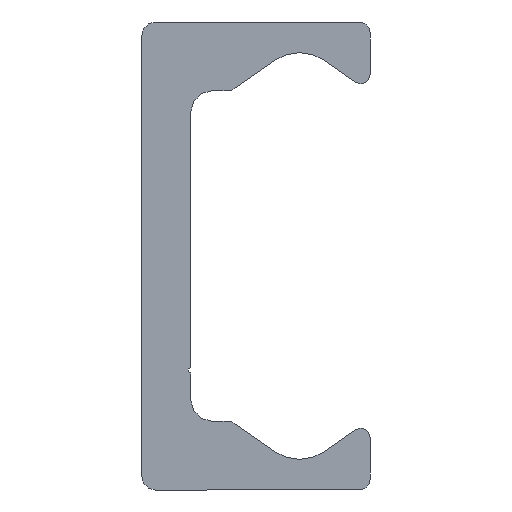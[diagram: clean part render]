
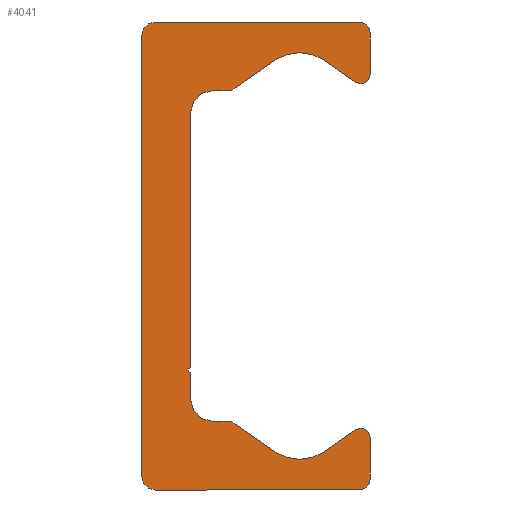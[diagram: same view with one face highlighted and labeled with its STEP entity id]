
A CAD part, left-side view. The second image highlights one B-rep face of the part: STEP entity #4041.
In plain terms, the highlighted planar face has unit normal (-1, 0, 0).
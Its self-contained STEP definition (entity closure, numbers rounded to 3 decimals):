
#2940=CARTESIAN_POINT('',(0.0,9.25,-21.5));
#2941=VERTEX_POINT('',#2940);
#2948=CARTESIAN_POINT('',(0.0,10.5,-20.25));
#2949=VERTEX_POINT('',#2948);
#2950=CARTESIAN_POINT('',(0.0,9.25,-20.25));
#2951=DIRECTION('',(1.0,0.0,0.0));
#2952=DIRECTION('',(0.0,0.0,-1.0));
#2953=AXIS2_PLACEMENT_3D('',#2950,#2951,#2952);
#2954=CIRCLE('',#2953,1.25);
#2955=EDGE_CURVE('',#2941,#2949,#2954,.T.);
#2979=CARTESIAN_POINT('',(0.0,-9.5,-21.5));
#2980=VERTEX_POINT('',#2979);
#2987=CARTESIAN_POINT('',(0.0,-9.5,-21.5));
#2988=DIRECTION('',(0.0,1.0,0.0));
#2989=VECTOR('',#2988,18.75);
#2990=LINE('',#2987,#2989);
#2991=EDGE_CURVE('',#2980,#2941,#2990,.T.);
#3011=CARTESIAN_POINT('',(0.0,-10.5,-20.5));
#3012=VERTEX_POINT('',#3011);
#3019=CARTESIAN_POINT('',(0.0,-9.5,-20.5));
#3020=DIRECTION('',(1.0,0.0,0.0));
#3021=DIRECTION('',(0.0,-1.0,0.0));
#3022=AXIS2_PLACEMENT_3D('',#3019,#3020,#3021);
#3023=CIRCLE('',#3022,1.0);
#3024=EDGE_CURVE('',#3012,#2980,#3023,.T.);
#3043=CARTESIAN_POINT('',(0.0,-10.5,-16.65));
#3044=VERTEX_POINT('',#3043);
#3051=CARTESIAN_POINT('',(0.0,-10.5,-16.65));
#3052=DIRECTION('',(0.0,0.0,-1.0));
#3053=VECTOR('',#3052,3.85);
#3054=LINE('',#3051,#3053);
#3055=EDGE_CURVE('',#3044,#3012,#3054,.T.);
#3075=CARTESIAN_POINT('',(0.0,-9.162,-15.954));
#3076=VERTEX_POINT('',#3075);
#3083=CARTESIAN_POINT('',(0.0,-9.65,-16.65));
#3084=DIRECTION('',(1.0,0.0,0.0));
#3085=DIRECTION('',(0.0,0.574,0.819));
#3086=AXIS2_PLACEMENT_3D('',#3083,#3084,#3085);
#3087=CIRCLE('',#3086,0.85);
#3088=EDGE_CURVE('',#3076,#3044,#3087,.T.);
#3107=CARTESIAN_POINT('',(0.0,-6.294,-17.962));
#3108=VERTEX_POINT('',#3107);
#3115=CARTESIAN_POINT('',(0.0,-6.294,-17.962));
#3116=DIRECTION('',(0.0,-0.819,0.574));
#3117=VECTOR('',#3116,3.501);
#3118=LINE('',#3115,#3117);
#3119=EDGE_CURVE('',#3108,#3076,#3118,.T.);
#3139=CARTESIAN_POINT('',(0.0,-1.706,-17.962));
#3140=VERTEX_POINT('',#3139);
#3147=CARTESIAN_POINT('',(0.0,-4.,-14.685));
#3148=DIRECTION('',(-1.0,0.0,0.0));
#3149=DIRECTION('',(0.0,0.574,0.819));
#3150=AXIS2_PLACEMENT_3D('',#3147,#3148,#3149);
#3151=CIRCLE('',#3150,4.0);
#3152=EDGE_CURVE('',#3140,#3108,#3151,.T.);
#3171=CARTESIAN_POINT('',(0.0,1.981,-15.381));
#3172=VERTEX_POINT('',#3171);
#3179=CARTESIAN_POINT('',(0.0,1.981,-15.381));
#3180=DIRECTION('',(0.0,-0.819,-0.574));
#3181=VECTOR('',#3180,4.5);
#3182=LINE('',#3179,#3181);
#3183=EDGE_CURVE('',#3172,#3140,#3182,.T.);
#3203=CARTESIAN_POINT('',(0.0,2.554,-15.2));
#3204=VERTEX_POINT('',#3203);
#3211=CARTESIAN_POINT('',(0.0,2.554,-16.2));
#3212=DIRECTION('',(1.0,0.0,0.0));
#3213=DIRECTION('',(0.0,0.0,1.0));
#3214=AXIS2_PLACEMENT_3D('',#3211,#3212,#3213);
#3215=CIRCLE('',#3214,1.);
#3216=EDGE_CURVE('',#3204,#3172,#3215,.T.);
#3235=CARTESIAN_POINT('',(0.0,4.0,-15.2));
#3236=VERTEX_POINT('',#3235);
#3243=CARTESIAN_POINT('',(0.0,4.0,-15.2));
#3244=DIRECTION('',(0.0,-1.0,0.0));
#3245=VECTOR('',#3244,1.446);
#3246=LINE('',#3243,#3245);
#3247=EDGE_CURVE('',#3236,#3204,#3246,.T.);
#3267=CARTESIAN_POINT('',(0.0,6.,-13.2));
#3268=VERTEX_POINT('',#3267);
#3275=CARTESIAN_POINT('',(0.0,4.,-13.2));
#3276=DIRECTION('',(-1.0,0.0,0.0));
#3277=DIRECTION('',(0.0,0.0,1.0));
#3278=AXIS2_PLACEMENT_3D('',#3275,#3276,#3277);
#3279=CIRCLE('',#3278,2.0);
#3280=EDGE_CURVE('',#3268,#3236,#3279,.T.);
#3299=CARTESIAN_POINT('',(0.0,6.,-10.75));
#3300=VERTEX_POINT('',#3299);
#3307=CARTESIAN_POINT('',(0.0,6.,-10.75));
#3308=DIRECTION('',(0.0,0.0,-1.0));
#3309=VECTOR('',#3308,2.45);
#3310=LINE('',#3307,#3309);
#3311=EDGE_CURVE('',#3300,#3268,#3310,.T.);
#3331=CARTESIAN_POINT('',(0.0,6.,-10.25));
#3332=VERTEX_POINT('',#3331);
#3339=CARTESIAN_POINT('',(0.0,6.,-10.5));
#3340=DIRECTION('',(-1.0,0.0,0.0));
#3341=DIRECTION('',(0.0,0.0,1.0));
#3342=AXIS2_PLACEMENT_3D('',#3339,#3340,#3341);
#3343=CIRCLE('',#3342,0.25);
#3344=EDGE_CURVE('',#3332,#3300,#3343,.T.);
#3363=CARTESIAN_POINT('',(0.0,6.,13.2));
#3364=VERTEX_POINT('',#3363);
#3371=CARTESIAN_POINT('',(0.0,6.,13.2));
#3372=DIRECTION('',(0.0,0.0,-1.0));
#3373=VECTOR('',#3372,23.45);
#3374=LINE('',#3371,#3373);
#3375=EDGE_CURVE('',#3364,#3332,#3374,.T.);
#3521=CARTESIAN_POINT('',(0.0,4.0,15.2));
#3522=VERTEX_POINT('',#3521);
#3529=CARTESIAN_POINT('',(0.0,4.,13.2));
#3530=DIRECTION('',(-1.0,0.0,0.0));
#3531=DIRECTION('',(0.0,-1.0,0.0));
#3532=AXIS2_PLACEMENT_3D('',#3529,#3530,#3531);
#3533=CIRCLE('',#3532,2.0);
#3534=EDGE_CURVE('',#3522,#3364,#3533,.T.);
#3553=CARTESIAN_POINT('',(0.0,2.554,15.2));
#3554=VERTEX_POINT('',#3553);
#3561=CARTESIAN_POINT('',(0.0,2.554,15.2));
#3562=DIRECTION('',(0.0,1.0,0.0));
#3563=VECTOR('',#3562,1.446);
#3564=LINE('',#3561,#3563);
#3565=EDGE_CURVE('',#3554,#3522,#3564,.T.);
#3585=CARTESIAN_POINT('',(0.0,1.981,15.381));
#3586=VERTEX_POINT('',#3585);
#3593=CARTESIAN_POINT('',(0.0,2.554,16.2));
#3594=DIRECTION('',(1.0,0.0,0.0));
#3595=DIRECTION('',(0.0,-0.574,-0.819));
#3596=AXIS2_PLACEMENT_3D('',#3593,#3594,#3595);
#3597=CIRCLE('',#3596,1.);
#3598=EDGE_CURVE('',#3586,#3554,#3597,.T.);
#3617=CARTESIAN_POINT('',(0.0,-1.706,17.962));
#3618=VERTEX_POINT('',#3617);
#3625=CARTESIAN_POINT('',(0.0,-1.706,17.962));
#3626=DIRECTION('',(0.0,0.819,-0.574));
#3627=VECTOR('',#3626,4.5);
#3628=LINE('',#3625,#3627);
#3629=EDGE_CURVE('',#3618,#3586,#3628,.T.);
#3649=CARTESIAN_POINT('',(0.0,-6.294,17.962));
#3650=VERTEX_POINT('',#3649);
#3657=CARTESIAN_POINT('',(0.0,-4.,14.685));
#3658=DIRECTION('',(-1.0,0.0,0.0));
#3659=DIRECTION('',(0.0,-0.574,-0.819));
#3660=AXIS2_PLACEMENT_3D('',#3657,#3658,#3659);
#3661=CIRCLE('',#3660,4.0);
#3662=EDGE_CURVE('',#3650,#3618,#3661,.T.);
#3681=CARTESIAN_POINT('',(0.0,-9.162,15.954));
#3682=VERTEX_POINT('',#3681);
#3689=CARTESIAN_POINT('',(0.0,-9.162,15.954));
#3690=DIRECTION('',(0.0,0.819,0.574));
#3691=VECTOR('',#3690,3.501);
#3692=LINE('',#3689,#3691);
#3693=EDGE_CURVE('',#3682,#3650,#3692,.T.);
#3713=CARTESIAN_POINT('',(0.0,-10.5,16.65));
#3714=VERTEX_POINT('',#3713);
#3721=CARTESIAN_POINT('',(0.0,-9.65,16.65));
#3722=DIRECTION('',(1.0,0.0,0.0));
#3723=DIRECTION('',(0.0,-1.0,0.0));
#3724=AXIS2_PLACEMENT_3D('',#3721,#3722,#3723);
#3725=CIRCLE('',#3724,0.85);
#3726=EDGE_CURVE('',#3714,#3682,#3725,.T.);
#3745=CARTESIAN_POINT('',(0.0,-10.5,20.5));
#3746=VERTEX_POINT('',#3745);
#3753=CARTESIAN_POINT('',(0.0,-10.5,20.5));
#3754=DIRECTION('',(0.0,0.0,-1.0));
#3755=VECTOR('',#3754,3.85);
#3756=LINE('',#3753,#3755);
#3757=EDGE_CURVE('',#3746,#3714,#3756,.T.);
#3777=CARTESIAN_POINT('',(0.0,-9.5,21.5));
#3778=VERTEX_POINT('',#3777);
#3785=CARTESIAN_POINT('',(0.0,-9.5,20.5));
#3786=DIRECTION('',(1.0,0.0,0.0));
#3787=DIRECTION('',(0.0,0.0,1.0));
#3788=AXIS2_PLACEMENT_3D('',#3785,#3786,#3787);
#3789=CIRCLE('',#3788,1.0);
#3790=EDGE_CURVE('',#3778,#3746,#3789,.T.);
#3809=CARTESIAN_POINT('',(0.0,9.25,21.5));
#3810=VERTEX_POINT('',#3809);
#3817=CARTESIAN_POINT('',(0.0,9.25,21.5));
#3818=DIRECTION('',(0.0,-1.0,0.0));
#3819=VECTOR('',#3818,18.75);
#3820=LINE('',#3817,#3819);
#3821=EDGE_CURVE('',#3810,#3778,#3820,.T.);
#3841=CARTESIAN_POINT('',(0.0,10.5,20.25));
#3842=VERTEX_POINT('',#3841);
#3849=CARTESIAN_POINT('',(0.0,9.25,20.25));
#3850=DIRECTION('',(1.0,0.0,0.0));
#3851=DIRECTION('',(0.0,1.0,0.0));
#3852=AXIS2_PLACEMENT_3D('',#3849,#3850,#3851);
#3853=CIRCLE('',#3852,1.25);
#3854=EDGE_CURVE('',#3842,#3810,#3853,.T.);
#3872=CARTESIAN_POINT('',(0.0,10.5,-20.25));
#3873=DIRECTION('',(0.0,0.0,1.0));
#3874=VECTOR('',#3873,40.5);
#3875=LINE('',#3872,#3874);
#3876=EDGE_CURVE('',#2949,#3842,#3875,.T.);
#4008=CARTESIAN_POINT('',(0.0,2.66,-0.019));
#4009=DIRECTION('',(1.0,0.0,0.0));
#4010=DIRECTION('',(0.0,0.0,-1.0));
#4011=AXIS2_PLACEMENT_3D('',#4008,#4009,#4010);
#4012=PLANE('',#4011);
#4013=ORIENTED_EDGE('',*,*,#3876,.F.);
#4014=ORIENTED_EDGE('',*,*,#2955,.F.);
#4015=ORIENTED_EDGE('',*,*,#2991,.F.);
#4016=ORIENTED_EDGE('',*,*,#3024,.F.);
#4017=ORIENTED_EDGE('',*,*,#3055,.F.);
#4018=ORIENTED_EDGE('',*,*,#3088,.F.);
#4019=ORIENTED_EDGE('',*,*,#3119,.F.);
#4020=ORIENTED_EDGE('',*,*,#3152,.F.);
#4021=ORIENTED_EDGE('',*,*,#3183,.F.);
#4022=ORIENTED_EDGE('',*,*,#3216,.F.);
#4023=ORIENTED_EDGE('',*,*,#3247,.F.);
#4024=ORIENTED_EDGE('',*,*,#3280,.F.);
#4025=ORIENTED_EDGE('',*,*,#3311,.F.);
#4026=ORIENTED_EDGE('',*,*,#3344,.F.);
#4027=ORIENTED_EDGE('',*,*,#3375,.F.);
#4028=ORIENTED_EDGE('',*,*,#3534,.F.);
#4029=ORIENTED_EDGE('',*,*,#3565,.F.);
#4030=ORIENTED_EDGE('',*,*,#3598,.F.);
#4031=ORIENTED_EDGE('',*,*,#3629,.F.);
#4032=ORIENTED_EDGE('',*,*,#3662,.F.);
#4033=ORIENTED_EDGE('',*,*,#3693,.F.);
#4034=ORIENTED_EDGE('',*,*,#3726,.F.);
#4035=ORIENTED_EDGE('',*,*,#3757,.F.);
#4036=ORIENTED_EDGE('',*,*,#3790,.F.);
#4037=ORIENTED_EDGE('',*,*,#3821,.F.);
#4038=ORIENTED_EDGE('',*,*,#3854,.F.);
#4039=EDGE_LOOP('',(#4013,#4014,#4015,#4016,#4017,#4018,#4019,#4020,#4021,#4022,#4023,#4024,#4025,#4026,#4027,#4028,#4029,#4030,#4031,#4032,#4033,#4034,#4035,#4036,#4037,#4038));
#4040=FACE_OUTER_BOUND('',#4039,.T.);
#4041=ADVANCED_FACE('',(#4040),#4012,.F.);
